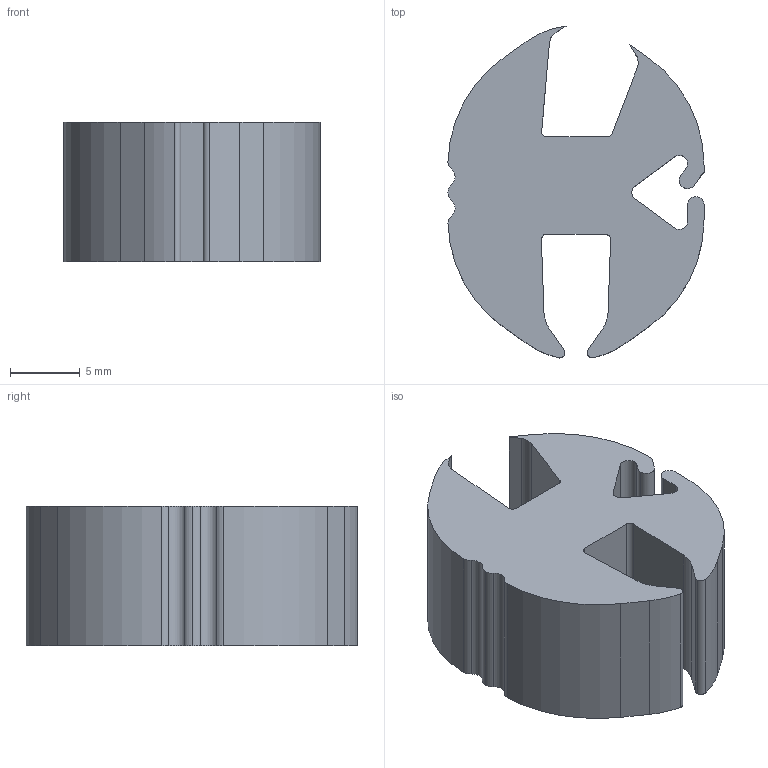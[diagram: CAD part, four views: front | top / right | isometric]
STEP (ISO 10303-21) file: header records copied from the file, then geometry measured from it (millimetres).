
FILE_DESCRIPTION (( 'STEP AP214' ), '1' );
FILE_NAME ('437037_Industrilas.step', '2025-09-03T12:27:08', ( '' ), ( '' ), 'SwSTEP 2.0', 'SolidWorks 2010', '' );
FILE_SCHEMA (( 'AUTOMOTIVE_DESIGN' ));
Length unit declared in the file: millimetre
Products named in the file (1): 437037_Industrilas
Bounding box: 18.4 x 23.83 x 10 mm (x, y, z)
Volume: 2534.7 mm3; surface area: 1708.9 mm2
Topology: 1 solids, 1 shells, 56 faces, 162 edges, 108 vertices
Faces by surface type: cylinder 33, plane 23
Entity records: 1906 total; most frequent: DIRECTION 342, CARTESIAN_POINT 327, ORIENTED_EDGE 324, EDGE_CURVE 162, AXIS2_PLACEMENT_3D 123, VERTEX_POINT 108, LINE 96, VECTOR 96
